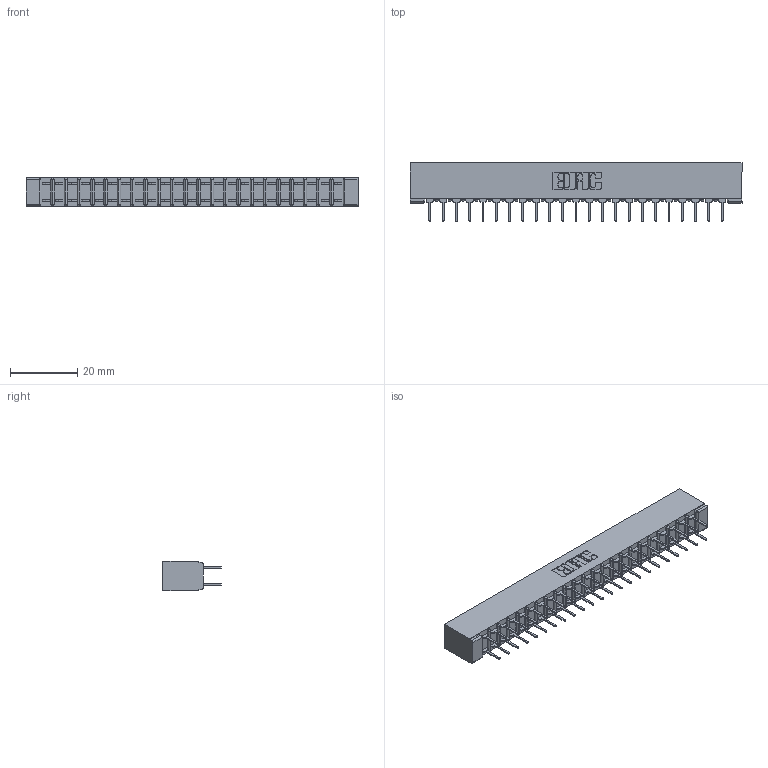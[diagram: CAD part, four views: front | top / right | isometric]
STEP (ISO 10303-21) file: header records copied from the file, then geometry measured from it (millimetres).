
FILE_DESCRIPTION (( 'STEP AP203' ), '1' );
FILE_NAME ('357-046-524-201.STEP', '2018-08-11T13:00:17', ( '' ), ( '' ), 'SwSTEP 2.0', 'SolidWorks 2016', '' );
FILE_SCHEMA (( 'CONFIG_CONTROL_DESIGN' ));
Length unit declared in the file: inch
Products named in the file (3): 307 Part_No Mounting Lugs; 307-290-001_524; 357-046-524-201
Assembly tree (47 placements, depth 2):
  357-046-524-201
    307 Part_No Mounting Lugs
    307-290-001_524  x46
Bounding box: 99.01 x 17.42 x 8.71 mm (x, y, z)
Volume: 6694.4 mm3; surface area: 12268.3 mm2
Topology: 47 solids, 47 shells, 2250 faces, 6279 edges, 4058 vertices
Faces by surface type: plane 1492, cylinder 710, sphere 48
Entity records: 22486 total; most frequent: CARTESIAN_POINT 3679, ORIENTED_EDGE 3642, DIRECTION 3611, EDGE_CURVE 1821, LINE 1391, VECTOR 1391, VERTEX_POINT 1178, AXIS2_PLACEMENT_3D 1110
